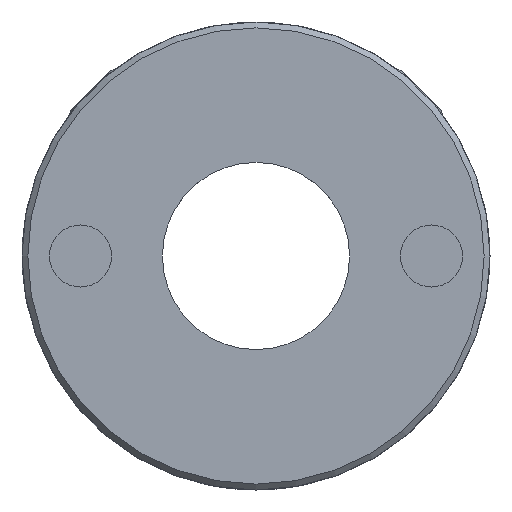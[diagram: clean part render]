
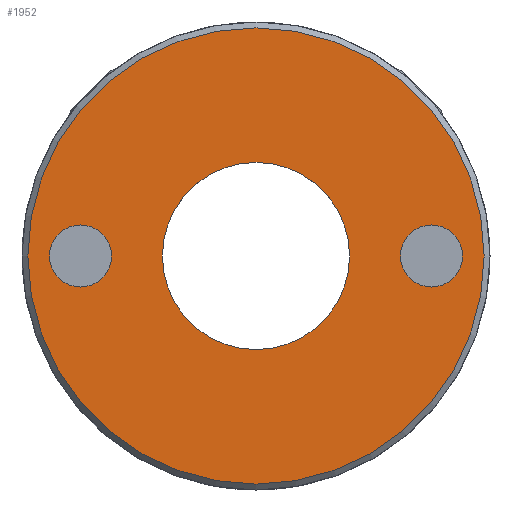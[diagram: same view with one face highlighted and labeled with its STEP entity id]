
A CAD part, left-side view. The second image highlights one B-rep face of the part: STEP entity #1952.
In plain terms, the highlighted planar face has unit normal (-1, 0, 0).
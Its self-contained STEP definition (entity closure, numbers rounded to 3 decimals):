
#338=PLANE('',#2201);
#461=CIRCLE('',#2198,4.);
#462=CIRCLE('',#2200,9.75);
#463=CIRCLE('',#2202,1.325);
#464=CIRCLE('',#2203,1.325);
#702=ORIENTED_EDGE('',*,*,#1198,.T.);
#703=ORIENTED_EDGE('',*,*,#1202,.T.);
#704=ORIENTED_EDGE('',*,*,#1203,.T.);
#705=ORIENTED_EDGE('',*,*,#1201,.F.);
#1198=EDGE_CURVE('',#1446,#1446,#461,.T.);
#1201=EDGE_CURVE('',#1449,#1449,#462,.T.);
#1202=EDGE_CURVE('',#1450,#1450,#463,.T.);
#1203=EDGE_CURVE('',#1451,#1451,#464,.T.);
#1446=VERTEX_POINT('',#3382);
#1449=VERTEX_POINT('',#3409);
#1450=VERTEX_POINT('',#3412);
#1451=VERTEX_POINT('',#3414);
#1579=EDGE_LOOP('',(#702));
#1580=EDGE_LOOP('',(#703));
#1581=EDGE_LOOP('',(#704));
#1582=EDGE_LOOP('',(#705));
#1771=FACE_BOUND('',#1579,.T.);
#1772=FACE_BOUND('',#1580,.T.);
#1773=FACE_BOUND('',#1581,.T.);
#1774=FACE_BOUND('',#1582,.T.);
#1952=ADVANCED_FACE('',(#1771,#1772,#1773,#1774),#338,.T.);
#2198=AXIS2_PLACEMENT_3D('',#3381,#2642,#2643);
#2200=AXIS2_PLACEMENT_3D('',#3408,#2646,#2647);
#2201=AXIS2_PLACEMENT_3D('',#3410,#2648,#2649);
#2202=AXIS2_PLACEMENT_3D('',#3411,#2650,#2651);
#2203=AXIS2_PLACEMENT_3D('',#3413,#2652,#2653);
#2642=DIRECTION('',(1.,0.,0.));
#2643=DIRECTION('',(0.,0.,-1.));
#2646=DIRECTION('',(1.,0.,0.));
#2647=DIRECTION('',(0.,0.,-1.));
#2648=DIRECTION('',(-1.,0.,0.));
#2649=DIRECTION('',(0.,0.,1.));
#2650=DIRECTION('',(1.,0.,0.));
#2651=DIRECTION('',(0.,0.,-1.));
#2652=DIRECTION('',(1.,0.,0.));
#2653=DIRECTION('',(0.,0.,-1.));
#3381=CARTESIAN_POINT('',(0.,0.,0.));
#3382=CARTESIAN_POINT('',(0.,0.,-4.));
#3408=CARTESIAN_POINT('',(0.,0.,0.));
#3409=CARTESIAN_POINT('',(0.,0.,-9.75));
#3410=CARTESIAN_POINT('',(0.,9.75,0.));
#3411=CARTESIAN_POINT('',(0.,7.5,0.));
#3412=CARTESIAN_POINT('',(0.,7.5,-1.325));
#3413=CARTESIAN_POINT('',(0.,-7.5,0.));
#3414=CARTESIAN_POINT('',(0.,-7.5,-1.325));
